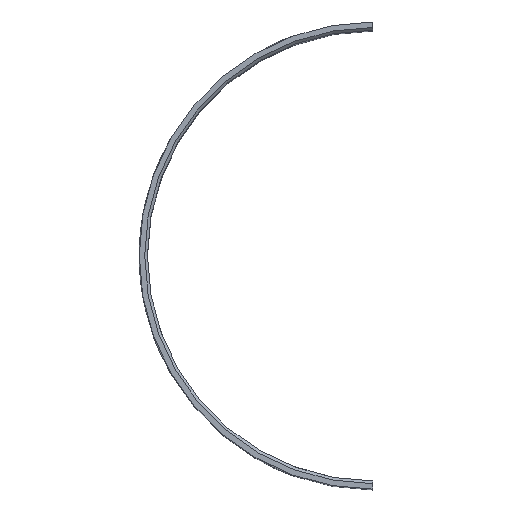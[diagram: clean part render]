
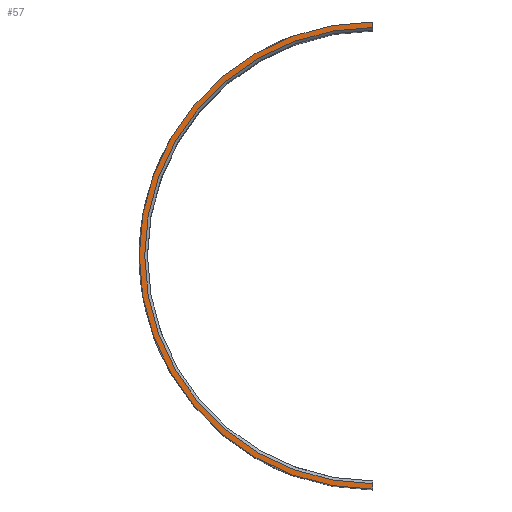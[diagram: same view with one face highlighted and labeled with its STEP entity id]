
A CAD part, top view. The second image highlights one B-rep face of the part: STEP entity #57.
In plain terms, the highlighted planar face has unit normal (0, 0, 1).
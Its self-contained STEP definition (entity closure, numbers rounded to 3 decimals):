
#45=PLANE('',#440);
#49=FACE_OUTER_BOUND('',#203,.T.);
#57=ADVANCED_FACE('',(#49),#45,.F.);
#94=CIRCLE('',#437,85.);
#95=CIRCLE('',#439,83.);
#110=LINE('',#1597,#122);
#111=LINE('',#1601,#123);
#122=VECTOR('',#494,1.);
#123=VECTOR('',#497,1.);
#203=EDGE_LOOP('',(#272,#273,#274,#275));
#272=ORIENTED_EDGE('',*,*,#397,.T.);
#273=ORIENTED_EDGE('',*,*,#398,.T.);
#274=ORIENTED_EDGE('',*,*,#399,.F.);
#275=ORIENTED_EDGE('',*,*,#394,.T.);
#356=VERTEX_POINT('',#1592);
#357=VERTEX_POINT('',#1593);
#358=VERTEX_POINT('',#1598);
#359=VERTEX_POINT('',#1600);
#394=EDGE_CURVE('',#356,#357,#94,.T.);
#397=EDGE_CURVE('',#357,#358,#110,.T.);
#398=EDGE_CURVE('',#358,#359,#95,.T.);
#399=EDGE_CURVE('',#356,#359,#111,.T.);
#437=AXIS2_PLACEMENT_3D('',#1591,#488,#489);
#439=AXIS2_PLACEMENT_3D('',#1599,#495,#496);
#440=AXIS2_PLACEMENT_3D('',#1602,#498,#499);
#488=DIRECTION('',(0.,0.,1.));
#489=DIRECTION('',(1.,0.,0.));
#494=DIRECTION('',(0.,1.,0.));
#495=DIRECTION('',(0.,0.,-1.));
#496=DIRECTION('',(-1.,0.,0.));
#497=DIRECTION('',(0.,-1.,0.));
#498=DIRECTION('',(0.,0.,-1.));
#499=DIRECTION('',(-1.,0.,0.));
#1591=CARTESIAN_POINT('',(0.,0.,180.));
#1592=CARTESIAN_POINT('',(0.,85.,180.));
#1593=CARTESIAN_POINT('',(0.,-85.,180.));
#1597=CARTESIAN_POINT('',(0.,-85.,180.));
#1598=CARTESIAN_POINT('',(0.,-83.,180.));
#1599=CARTESIAN_POINT('',(0.,0.,180.));
#1600=CARTESIAN_POINT('',(0.,83.,180.));
#1601=CARTESIAN_POINT('',(0.,85.,180.));
#1602=CARTESIAN_POINT('',(0.,85.,180.));
